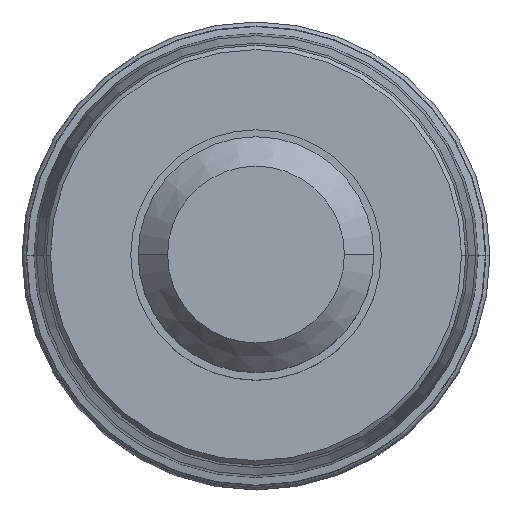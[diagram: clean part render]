
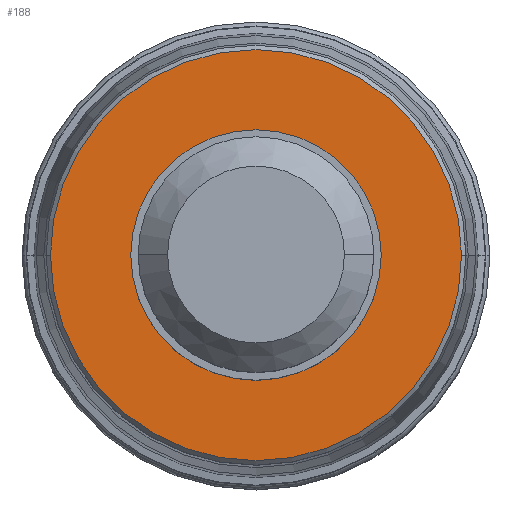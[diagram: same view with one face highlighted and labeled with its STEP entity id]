
A CAD part, top view. The second image highlights one B-rep face of the part: STEP entity #188.
In plain terms, the highlighted planar face has unit normal (0, 0, 1).
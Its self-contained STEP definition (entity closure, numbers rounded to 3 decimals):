
#28=PLANE('',#1613);
#33=FACE_BOUND('',#375,.T.);
#34=FACE_BOUND('',#376,.T.);
#188=ADVANCED_FACE('',(#33,#34),#28,.F.);
#375=EDGE_LOOP('',(#635,#636,#637,#638));
#376=EDGE_LOOP('',(#639,#640));
#635=ORIENTED_EDGE('',*,*,#1019,.T.);
#636=ORIENTED_EDGE('',*,*,#1023,.T.);
#637=ORIENTED_EDGE('',*,*,#1022,.T.);
#638=ORIENTED_EDGE('',*,*,#1020,.T.);
#639=ORIENTED_EDGE('',*,*,#1024,.T.);
#640=ORIENTED_EDGE('',*,*,#1025,.T.);
#858=VERTEX_POINT('',#3291);
#859=VERTEX_POINT('',#3293);
#860=VERTEX_POINT('',#3295);
#861=VERTEX_POINT('',#3299);
#862=VERTEX_POINT('',#3303);
#863=VERTEX_POINT('',#3304);
#1019=EDGE_CURVE('',#859,#858,#1229,.T.);
#1020=EDGE_CURVE('',#860,#859,#1230,.T.);
#1022=EDGE_CURVE('',#861,#860,#1231,.T.);
#1023=EDGE_CURVE('',#858,#861,#1232,.T.);
#1024=EDGE_CURVE('',#862,#863,#1233,.T.);
#1025=EDGE_CURVE('',#863,#862,#1234,.T.);
#1229=CIRCLE('',#1605,13.95);
#1230=CIRCLE('',#1606,13.95);
#1231=CIRCLE('',#1608,13.95);
#1232=CIRCLE('',#1609,13.95);
#1233=CIRCLE('',#1611,8.5);
#1234=CIRCLE('',#1612,8.5);
#1605=AXIS2_PLACEMENT_3D('',#3292,#1969,#1970);
#1606=AXIS2_PLACEMENT_3D('',#3294,#1971,#1972);
#1608=AXIS2_PLACEMENT_3D('',#3298,#1976,#1977);
#1609=AXIS2_PLACEMENT_3D('',#3300,#1978,#1979);
#1611=AXIS2_PLACEMENT_3D('',#3302,#1982,#1983);
#1612=AXIS2_PLACEMENT_3D('',#3305,#1984,#1985);
#1613=AXIS2_PLACEMENT_3D('',#3306,#1986,#1987);
#1969=DIRECTION('',(0.,0.,1.));
#1970=DIRECTION('',(0.,1.,0.));
#1971=DIRECTION('',(0.,0.,1.));
#1972=DIRECTION('',(1.,0.,0.));
#1976=DIRECTION('',(0.,0.,1.));
#1977=DIRECTION('',(0.,-1.,0.));
#1978=DIRECTION('',(0.,0.,1.));
#1979=DIRECTION('',(-1.,0.,0.));
#1982=DIRECTION('',(0.,0.,-1.));
#1983=DIRECTION('',(-1.,0.,0.));
#1984=DIRECTION('',(0.,0.,-1.));
#1985=DIRECTION('',(1.,0.,0.));
#1986=DIRECTION('',(0.,0.,-1.));
#1987=DIRECTION('',(1.,0.,0.));
#3291=CARTESIAN_POINT('',(-13.95,0.,0.));
#3292=CARTESIAN_POINT('',(0.,0.,0.));
#3293=CARTESIAN_POINT('',(0.,13.95,0.));
#3294=CARTESIAN_POINT('',(0.,0.,0.));
#3295=CARTESIAN_POINT('',(13.95,0.,0.));
#3298=CARTESIAN_POINT('',(0.,0.,0.));
#3299=CARTESIAN_POINT('',(0.,-13.95,0.));
#3300=CARTESIAN_POINT('',(0.,0.,0.));
#3302=CARTESIAN_POINT('',(0.,0.,0.));
#3303=CARTESIAN_POINT('',(-8.5,0.,0.));
#3304=CARTESIAN_POINT('',(8.5,0.,0.));
#3305=CARTESIAN_POINT('',(0.,0.,0.));
#3306=CARTESIAN_POINT('',(0.,0.,0.));
